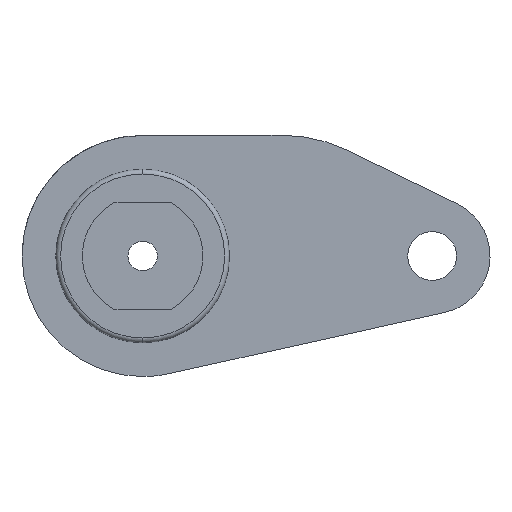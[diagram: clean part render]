
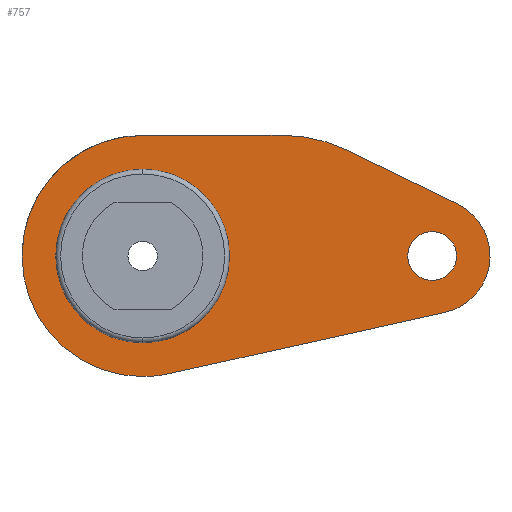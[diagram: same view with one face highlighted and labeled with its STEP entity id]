
A CAD part, front view. The second image highlights one B-rep face of the part: STEP entity #757.
In plain terms, the highlighted planar face has unit normal (0, -1, 0).
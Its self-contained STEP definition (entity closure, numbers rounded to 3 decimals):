
#6 = VERTEX_POINT ( 'NONE', #38 ) ;
#9 = CARTESIAN_POINT ( 'NONE',  ( 0., 8., -25. ) ) ;
#25 = CARTESIAN_POINT ( 'NONE',  ( 60., 8., 0. ) ) ;
#27 = EDGE_CURVE ( 'NONE', #108, #366, #310, .T. ) ;
#29 = AXIS2_PLACEMENT_3D ( 'NONE', #728, #189, #268 ) ;
#31 = DIRECTION ( 'NONE',  ( 0., 0., 1. ) ) ;
#38 = CARTESIAN_POINT ( 'NONE',  ( 65.244, 8., 10.794 ) ) ;
#45 = CIRCLE ( 'NONE', #717, 30. ) ;
#56 = DIRECTION ( 'NONE',  ( 0.899, 0., -0.437 ) ) ;
#63 = ORIENTED_EDGE ( 'NONE', *, *, #177, .T. ) ;
#99 = ORIENTED_EDGE ( 'NONE', *, *, #27, .T. ) ;
#108 = VERTEX_POINT ( 'NONE', #546 ) ;
#112 = LINE ( 'NONE', #993, #752 ) ;
#117 = CIRCLE ( 'NONE', #229, 5.05 ) ;
#120 = CARTESIAN_POINT ( 'NONE',  ( 60., 8., -5.05 ) ) ;
#128 = CARTESIAN_POINT ( 'NONE',  ( 0., 8., 18. ) ) ;
#138 = DIRECTION ( 'NONE',  ( 0.976, 0., 0.217 ) ) ;
#140 = EDGE_CURVE ( 'NONE', #730, #776, #855, .T. ) ;
#151 = DIRECTION ( 'NONE',  ( 0., 0., 1. ) ) ;
#173 = ORIENTED_EDGE ( 'NONE', *, *, #393, .T. ) ;
#176 = FACE_BOUND ( 'NONE', #473, .T. ) ;
#177 = EDGE_CURVE ( 'NONE', #299, #496, #608, .T. ) ;
#189 = DIRECTION ( 'NONE',  ( 0., -1., 0. ) ) ;
#208 = CIRCLE ( 'NONE', #874, 12. ) ;
#219 = CARTESIAN_POINT ( 'NONE',  ( 62.6, 8., -11.715 ) ) ;
#229 = AXIS2_PLACEMENT_3D ( 'NONE', #593, #611, #671 ) ;
#268 = DIRECTION ( 'NONE',  ( 0., 0., 1. ) ) ;
#277 = DIRECTION ( 'NONE',  ( 0., 0., 1. ) ) ;
#286 = ORIENTED_EDGE ( 'NONE', *, *, #666, .F. ) ;
#299 = VERTEX_POINT ( 'NONE', #120 ) ;
#310 = LINE ( 'NONE', #856, #931 ) ;
#311 = FACE_OUTER_BOUND ( 'NONE', #338, .T. ) ;
#321 = DIRECTION ( 'NONE',  ( 0., 0., 1. ) ) ;
#326 = CIRCLE ( 'NONE', #783, 25. ) ;
#338 = EDGE_LOOP ( 'NONE', ( #1016, #471, #286, #406, #173, #99, #543 ) ) ;
#351 = CARTESIAN_POINT ( 'NONE',  ( 29.099, 8., 25. ) ) ;
#355 = EDGE_CURVE ( 'NONE', #496, #299, #117, .T. ) ;
#364 = CARTESIAN_POINT ( 'NONE',  ( 60., 8., 0. ) ) ;
#366 = VERTEX_POINT ( 'NONE', #219 ) ;
#379 = EDGE_CURVE ( 'NONE', #1153, #716, #326, .T. ) ;
#393 = EDGE_CURVE ( 'NONE', #716, #108, #1092, .T. ) ;
#406 = ORIENTED_EDGE ( 'NONE', *, *, #379, .T. ) ;
#440 = CIRCLE ( 'NONE', #539, 18. ) ;
#471 = ORIENTED_EDGE ( 'NONE', *, *, #802, .T. ) ;
#473 = EDGE_LOOP ( 'NONE', ( #551, #504 ) ) ;
#491 = AXIS2_PLACEMENT_3D ( 'NONE', #364, #1091, #277 ) ;
#496 = VERTEX_POINT ( 'NONE', #1077 ) ;
#502 = DIRECTION ( 'NONE',  ( 0., 0., -1. ) ) ;
#504 = ORIENTED_EDGE ( 'NONE', *, *, #140, .F. ) ;
#509 = CARTESIAN_POINT ( 'NONE',  ( 60., 8., 0. ) ) ;
#530 = DIRECTION ( 'NONE',  ( 1., 0., 0. ) ) ;
#539 = AXIS2_PLACEMENT_3D ( 'NONE', #609, #1152, #321 ) ;
#543 = ORIENTED_EDGE ( 'NONE', *, *, #811, .F. ) ;
#546 = CARTESIAN_POINT ( 'NONE',  ( 5.417, 8., -24.406 ) ) ;
#551 = ORIENTED_EDGE ( 'NONE', *, *, #1123, .F. ) ;
#570 = AXIS2_PLACEMENT_3D ( 'NONE', #602, #945, #953 ) ;
#572 = ORIENTED_EDGE ( 'NONE', *, *, #355, .T. ) ;
#593 = CARTESIAN_POINT ( 'NONE',  ( 60., 8., 0. ) ) ;
#601 = LINE ( 'NONE', #966, #630 ) ;
#602 = CARTESIAN_POINT ( 'NONE',  ( 0., 8., 0. ) ) ;
#608 = CIRCLE ( 'NONE', #491, 5.05 ) ;
#609 = CARTESIAN_POINT ( 'NONE',  ( 0., 8., 0. ) ) ;
#611 = DIRECTION ( 'NONE',  ( 0., 1., 0. ) ) ;
#628 = VERTEX_POINT ( 'NONE', #684 ) ;
#630 = VECTOR ( 'NONE', #56, 1000. ) ;
#666 = EDGE_CURVE ( 'NONE', #1153, #928, #112, .T. ) ;
#671 = DIRECTION ( 'NONE',  ( 0., 0., 1. ) ) ;
#678 = FACE_BOUND ( 'NONE', #1098, .T. ) ;
#684 = CARTESIAN_POINT ( 'NONE',  ( 42.208, 8., 21.984 ) ) ;
#716 = VERTEX_POINT ( 'NONE', #9 ) ;
#717 = AXIS2_PLACEMENT_3D ( 'NONE', #968, #772, #780 ) ;
#728 = CARTESIAN_POINT ( 'NONE',  ( 0., 8., 0. ) ) ;
#730 = VERTEX_POINT ( 'NONE', #1000 ) ;
#752 = VECTOR ( 'NONE', #530, 1000. ) ;
#757 = ADVANCED_FACE ( 'NONE', ( #176, #311, #678 ), #1036, .F. ) ;
#765 = DIRECTION ( 'NONE',  ( 0., 1., 0. ) ) ;
#771 = DIRECTION ( 'NONE',  ( 0., -1., 0. ) ) ;
#772 = DIRECTION ( 'NONE',  ( 0., -1., 0. ) ) ;
#776 = VERTEX_POINT ( 'NONE', #128 ) ;
#780 = DIRECTION ( 'NONE',  ( 0., 0., 1. ) ) ;
#783 = AXIS2_PLACEMENT_3D ( 'NONE', #879, #771, #502 ) ;
#793 = CARTESIAN_POINT ( 'NONE',  ( 0., 8., 25. ) ) ;
#802 = EDGE_CURVE ( 'NONE', #628, #928, #45, .T. ) ;
#811 = EDGE_CURVE ( 'NONE', #6, #366, #208, .T. ) ;
#851 = DIRECTION ( 'NONE',  ( 0., 1., 0. ) ) ;
#855 = CIRCLE ( 'NONE', #29, 18. ) ;
#856 = CARTESIAN_POINT ( 'NONE',  ( 5.417, 8., -24.406 ) ) ;
#874 = AXIS2_PLACEMENT_3D ( 'NONE', #25, #851, #151 ) ;
#879 = CARTESIAN_POINT ( 'NONE',  ( 0., 8., 0. ) ) ;
#928 = VERTEX_POINT ( 'NONE', #351 ) ;
#931 = VECTOR ( 'NONE', #138, 1000. ) ;
#945 = DIRECTION ( 'NONE',  ( 0., -1., 0. ) ) ;
#953 = DIRECTION ( 'NONE',  ( 0., 0., -1. ) ) ;
#966 = CARTESIAN_POINT ( 'NONE',  ( 36., 8., 25. ) ) ;
#968 = CARTESIAN_POINT ( 'NONE',  ( 29.099, 8., -5. ) ) ;
#993 = CARTESIAN_POINT ( 'NONE',  ( 0., 8., 25. ) ) ;
#1000 = CARTESIAN_POINT ( 'NONE',  ( 0., 8., -18. ) ) ;
#1016 = ORIENTED_EDGE ( 'NONE', *, *, #1133, .F. ) ;
#1036 = PLANE ( 'NONE',  #1179 ) ;
#1077 = CARTESIAN_POINT ( 'NONE',  ( 60., 8., 5.05 ) ) ;
#1091 = DIRECTION ( 'NONE',  ( 0., 1., 0. ) ) ;
#1092 = CIRCLE ( 'NONE', #570, 25. ) ;
#1098 = EDGE_LOOP ( 'NONE', ( #63, #572 ) ) ;
#1123 = EDGE_CURVE ( 'NONE', #776, #730, #440, .T. ) ;
#1133 = EDGE_CURVE ( 'NONE', #628, #6, #601, .T. ) ;
#1152 = DIRECTION ( 'NONE',  ( 0., -1., 0. ) ) ;
#1153 = VERTEX_POINT ( 'NONE', #793 ) ;
#1179 = AXIS2_PLACEMENT_3D ( 'NONE', #509, #765, #31 ) ;
